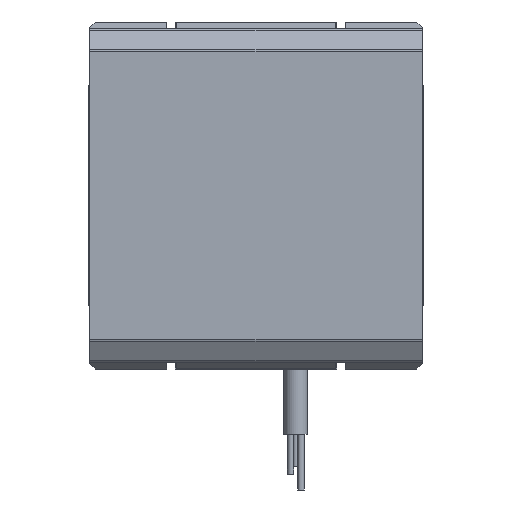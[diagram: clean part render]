
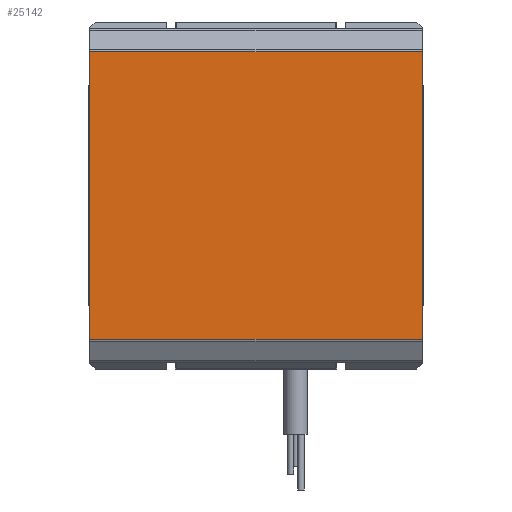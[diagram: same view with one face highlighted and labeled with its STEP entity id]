
A CAD part, front view. The second image highlights one B-rep face of the part: STEP entity #25142.
In plain terms, the highlighted planar face has unit normal (0, -1, 0).
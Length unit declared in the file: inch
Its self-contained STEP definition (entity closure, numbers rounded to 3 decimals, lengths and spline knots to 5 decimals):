
#943 = FACE_OUTER_BOUND ( 'NONE', #26970, .T. ) ;
#1000 = AXIS2_PLACEMENT_3D ( 'NONE', #47319, #15729, #4079 ) ;
#1259 = CARTESIAN_POINT ( 'NONE',  ( 0.82283, -1.00787, -0.71021 ) ) ;
#1907 = EDGE_CURVE ( 'NONE', #37730, #11330, #26029, .T. ) ;
#4079 = DIRECTION ( 'NONE',  ( 0., 0., 1. ) ) ;
#4853 = ORIENTED_EDGE ( 'NONE', *, *, #15095, .F. ) ;
#5377 = ORIENTED_EDGE ( 'NONE', *, *, #6033, .F. ) ;
#5508 = LINE ( 'NONE', #21308, #25672 ) ;
#6033 = EDGE_CURVE ( 'NONE', #11330, #28254, #5508, .T. ) ;
#7404 = LINE ( 'NONE', #47547, #25192 ) ;
#7931 = DIRECTION ( 'NONE',  ( 1., 0., 0. ) ) ;
#8913 = CARTESIAN_POINT ( 'NONE',  ( -0.82283, -1.00787, 0.71021 ) ) ;
#9093 = CARTESIAN_POINT ( 'NONE',  ( 0.82283, -1.00787, 0.71021 ) ) ;
#9671 = DIRECTION ( 'NONE',  ( 0., 0., -1. ) ) ;
#10588 = VERTEX_POINT ( 'NONE', #8913 ) ;
#11330 = VERTEX_POINT ( 'NONE', #1259 ) ;
#15095 = EDGE_CURVE ( 'NONE', #10588, #37730, #7404, .T. ) ;
#15729 = DIRECTION ( 'NONE',  ( 0., 1., 0. ) ) ;
#18237 = CARTESIAN_POINT ( 'NONE',  ( 0.82283, -1.00787, 0.80315 ) ) ;
#21308 = CARTESIAN_POINT ( 'NONE',  ( 0.82283, -1.00787, -0.71021 ) ) ;
#23934 = VECTOR ( 'NONE', #9671, 39.37008 ) ;
#24751 = ORIENTED_EDGE ( 'NONE', *, *, #1907, .F. ) ;
#25142 = ADVANCED_FACE ( 'NONE', ( #943 ), #51204, .F. ) ;
#25192 = VECTOR ( 'NONE', #7931, 39.37008 ) ;
#25672 = VECTOR ( 'NONE', #40971, 39.37008 ) ;
#26029 = LINE ( 'NONE', #18237, #45902 ) ;
#26970 = EDGE_LOOP ( 'NONE', ( #5377, #24751, #4853, #50947 ) ) ;
#28254 = VERTEX_POINT ( 'NONE', #49902 ) ;
#33512 = LINE ( 'NONE', #37140, #23934 ) ;
#37140 = CARTESIAN_POINT ( 'NONE',  ( -0.82283, -1.00787, 0.80315 ) ) ;
#37730 = VERTEX_POINT ( 'NONE', #9093 ) ;
#40971 = DIRECTION ( 'NONE',  ( -1., 0., 0. ) ) ;
#45261 = EDGE_CURVE ( 'NONE', #10588, #28254, #33512, .T. ) ;
#45902 = VECTOR ( 'NONE', #50342, 39.37008 ) ;
#47319 = CARTESIAN_POINT ( 'NONE',  ( 0.82283, -1.00787, 0.71021 ) ) ;
#47547 = CARTESIAN_POINT ( 'NONE',  ( 0.82283, -1.00787, 0.71021 ) ) ;
#49902 = CARTESIAN_POINT ( 'NONE',  ( -0.82283, -1.00787, -0.71021 ) ) ;
#50342 = DIRECTION ( 'NONE',  ( 0., 0., -1. ) ) ;
#50947 = ORIENTED_EDGE ( 'NONE', *, *, #45261, .T. ) ;
#51204 = PLANE ( 'NONE',  #1000 ) ;
